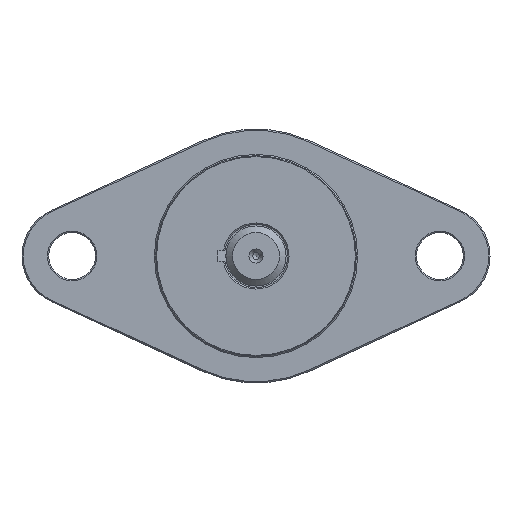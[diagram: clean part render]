
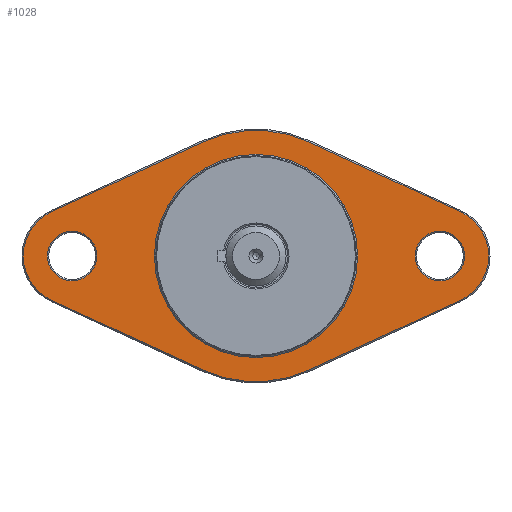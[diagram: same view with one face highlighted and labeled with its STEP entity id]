
A CAD part, left-side view. The second image highlights one B-rep face of the part: STEP entity #1028.
In plain terms, the highlighted planar face has unit normal (-1, 0, 0).
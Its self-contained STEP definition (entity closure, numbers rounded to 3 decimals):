
#916=CARTESIAN_POINT('',(22.9,-31.2,0.));
#917=VERTEX_POINT('',#916);
#918=CARTESIAN_POINT('',(22.9,-27.5,0.0));
#919=DIRECTION('',(-1.0,0.0,0.0));
#920=DIRECTION('',(0.0,1.0,0.0));
#921=AXIS2_PLACEMENT_3D('',#918,#919,#920);
#922=CIRCLE('',#921,3.7);
#923=EDGE_CURVE('',#917,#917,#922,.T.);
#928=CARTESIAN_POINT('',(22.9,25.,0.0));
#929=DIRECTION('',(-1.0,0.0,0.0));
#930=DIRECTION('',(0.0,0.0,1.0));
#931=AXIS2_PLACEMENT_3D('',#928,#929,#930);
#932=PLANE('',#931);
#933=CARTESIAN_POINT('',(22.9,30.553,6.631));
#934=VERTEX_POINT('',#933);
#935=CARTESIAN_POINT('',(22.9,7.862,17.077));
#936=VERTEX_POINT('',#935);
#937=CARTESIAN_POINT('',(22.9,30.553,6.631));
#938=DIRECTION('',(0.0,-0.908,0.418));
#939=VECTOR('',#938,24.98);
#940=LINE('',#937,#939);
#941=EDGE_CURVE('',#934,#936,#940,.T.);
#942=ORIENTED_EDGE('',*,*,#941,.F.);
#943=CARTESIAN_POINT('',(22.9,30.553,-6.631));
#944=VERTEX_POINT('',#943);
#945=CARTESIAN_POINT('',(22.9,27.5,0.0));
#946=DIRECTION('',(1.0,0.0,0.0));
#947=DIRECTION('',(0.0,0.418,0.908));
#948=AXIS2_PLACEMENT_3D('',#945,#946,#947);
#949=CIRCLE('',#948,7.3);
#950=EDGE_CURVE('',#944,#934,#949,.T.);
#951=ORIENTED_EDGE('',*,*,#950,.F.);
#952=CARTESIAN_POINT('',(22.9,7.862,-17.077));
#953=VERTEX_POINT('',#952);
#954=CARTESIAN_POINT('',(22.9,7.862,-17.077));
#955=DIRECTION('',(0.0,0.908,0.418));
#956=VECTOR('',#955,24.98);
#957=LINE('',#954,#956);
#958=EDGE_CURVE('',#953,#944,#957,.T.);
#959=ORIENTED_EDGE('',*,*,#958,.F.);
#960=CARTESIAN_POINT('',(22.9,-7.862,-17.077));
#961=VERTEX_POINT('',#960);
#962=CARTESIAN_POINT('',(22.9,0.,0.0));
#963=DIRECTION('',(1.0,0.0,0.0));
#964=DIRECTION('',(0.0,0.418,-0.908));
#965=AXIS2_PLACEMENT_3D('',#962,#963,#964);
#966=CIRCLE('',#965,18.8);
#967=EDGE_CURVE('',#961,#953,#966,.T.);
#968=ORIENTED_EDGE('',*,*,#967,.F.);
#969=CARTESIAN_POINT('',(22.9,-30.553,-6.631));
#970=VERTEX_POINT('',#969);
#971=CARTESIAN_POINT('',(22.9,-30.553,-6.631));
#972=DIRECTION('',(0.0,0.908,-0.418));
#973=VECTOR('',#972,24.98);
#974=LINE('',#971,#973);
#975=EDGE_CURVE('',#970,#961,#974,.T.);
#976=ORIENTED_EDGE('',*,*,#975,.F.);
#977=CARTESIAN_POINT('',(22.9,-30.553,6.631));
#978=VERTEX_POINT('',#977);
#979=CARTESIAN_POINT('',(22.9,-27.5,0.0));
#980=DIRECTION('',(1.0,0.0,0.0));
#981=DIRECTION('',(0.0,-0.418,-0.908));
#982=AXIS2_PLACEMENT_3D('',#979,#980,#981);
#983=CIRCLE('',#982,7.3);
#984=EDGE_CURVE('',#978,#970,#983,.T.);
#985=ORIENTED_EDGE('',*,*,#984,.F.);
#986=CARTESIAN_POINT('',(22.9,-7.862,17.077));
#987=VERTEX_POINT('',#986);
#988=CARTESIAN_POINT('',(22.9,-7.862,17.077));
#989=DIRECTION('',(0.0,-0.908,-0.418));
#990=VECTOR('',#989,24.98);
#991=LINE('',#988,#990);
#992=EDGE_CURVE('',#987,#978,#991,.T.);
#993=ORIENTED_EDGE('',*,*,#992,.F.);
#994=CARTESIAN_POINT('',(22.9,0.,0.0));
#995=DIRECTION('',(1.0,0.0,0.0));
#996=DIRECTION('',(0.0,-0.418,0.908));
#997=AXIS2_PLACEMENT_3D('',#994,#995,#996);
#998=CIRCLE('',#997,18.8);
#999=EDGE_CURVE('',#936,#987,#998,.T.);
#1000=ORIENTED_EDGE('',*,*,#999,.F.);
#1001=EDGE_LOOP('',(#942,#951,#959,#968,#976,#985,#993,#1000));
#1002=FACE_OUTER_BOUND('',#1001,.T.);
#1003=CARTESIAN_POINT('',(22.9,23.8,0.));
#1004=VERTEX_POINT('',#1003);
#1005=CARTESIAN_POINT('',(22.9,27.5,0.0));
#1006=DIRECTION('',(-1.0,0.0,0.0));
#1007=DIRECTION('',(0.0,1.0,0.0));
#1008=AXIS2_PLACEMENT_3D('',#1005,#1006,#1007);
#1009=CIRCLE('',#1008,3.7);
#1010=EDGE_CURVE('',#1004,#1004,#1009,.T.);
#1011=ORIENTED_EDGE('',*,*,#1010,.F.);
#1012=EDGE_LOOP('',(#1011));
#1013=FACE_BOUND('',#1012,.T.);
#1014=CARTESIAN_POINT('',(22.9,15.2,0.));
#1015=VERTEX_POINT('',#1014);
#1016=CARTESIAN_POINT('',(22.9,0.0,0.0));
#1017=DIRECTION('',(-1.0,0.0,0.0));
#1018=DIRECTION('',(0.0,-1.0,0.0));
#1019=AXIS2_PLACEMENT_3D('',#1016,#1017,#1018);
#1020=CIRCLE('',#1019,15.2);
#1021=EDGE_CURVE('',#1015,#1015,#1020,.T.);
#1022=ORIENTED_EDGE('',*,*,#1021,.F.);
#1023=EDGE_LOOP('',(#1022));
#1024=FACE_BOUND('',#1023,.T.);
#1025=ORIENTED_EDGE('',*,*,#923,.F.);
#1026=EDGE_LOOP('',(#1025));
#1027=FACE_BOUND('',#1026,.T.);
#1028=ADVANCED_FACE('',(#1002,#1013,#1024,#1027),#932,.T.);
